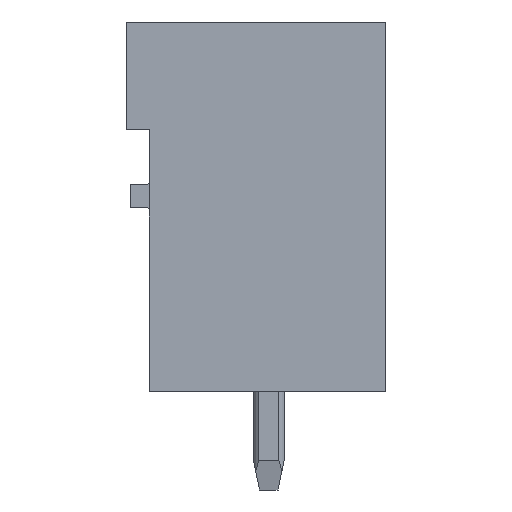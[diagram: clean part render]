
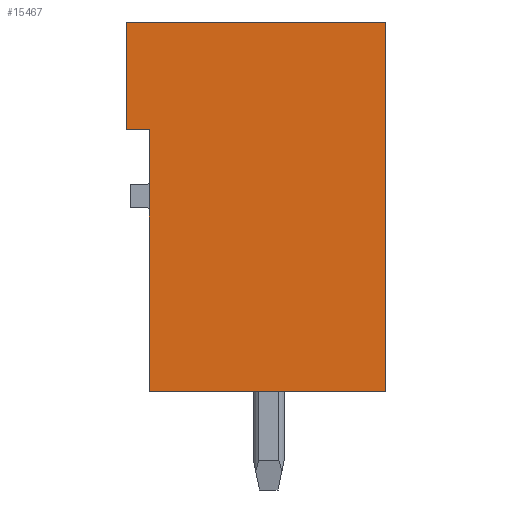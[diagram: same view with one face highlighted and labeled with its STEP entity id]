
A CAD part, left-side view. The second image highlights one B-rep face of the part: STEP entity #15467.
In plain terms, the highlighted planar face has unit normal (-1, 0, 0).
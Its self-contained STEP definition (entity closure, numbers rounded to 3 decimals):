
#15457=AXIS2_PLACEMENT_3D('Plane Axis2P3D',#15454,#15455,#15456) ;
#49=CARTESIAN_POINT('Vertex',(0.,0.,15.2)) ;
#52=CARTESIAN_POINT('Line Origine',(0.,0.,9.2)) ;
#56=CARTESIAN_POINT('Vertex',(0.,0.,3.2)) ;
#151=CARTESIAN_POINT('Vertex',(0.,8.43,15.2)) ;
#154=CARTESIAN_POINT('Line Origine',(0.,4.215,15.2)) ;
#2595=CARTESIAN_POINT('Vertex',(0.,8.43,11.7)) ;
#2598=CARTESIAN_POINT('Line Origine',(0.,8.43,13.45)) ;
#3535=CARTESIAN_POINT('Vertex',(0.,7.68,3.2)) ;
#3538=CARTESIAN_POINT('Line Origine',(0.,7.68,7.45)) ;
#3542=CARTESIAN_POINT('Vertex',(0.,7.68,11.7)) ;
#3991=CARTESIAN_POINT('Line Origine',(0.,3.84,3.2)) ;
#15402=CARTESIAN_POINT('Line Origine',(0.,8.055,11.7)) ;
#15454=CARTESIAN_POINT('Axis2P3D Location',(0.,0.,0.)) ;
#53=DIRECTION('Vector Direction',(0.,0.,-1.)) ;
#155=DIRECTION('Vector Direction',(0.,-1.,0.)) ;
#2599=DIRECTION('Vector Direction',(0.,0.,-1.)) ;
#3539=DIRECTION('Vector Direction',(0.,0.,-1.)) ;
#3992=DIRECTION('Vector Direction',(0.,1.,0.)) ;
#15403=DIRECTION('Vector Direction',(0.,-1.,0.)) ;
#15455=DIRECTION('Axis2P3D Direction',(-1.,0.,0.)) ;
#15456=DIRECTION('Axis2P3D XDirection',(0.,0.,1.)) ;
#54=VECTOR('Line Direction',#53,1.) ;
#156=VECTOR('Line Direction',#155,1.) ;
#2600=VECTOR('Line Direction',#2599,1.) ;
#3540=VECTOR('Line Direction',#3539,1.) ;
#3993=VECTOR('Line Direction',#3992,1.) ;
#15404=VECTOR('Line Direction',#15403,1.) ;
#15460=ORIENTED_EDGE('',*,*,#158,.T.) ;
#15461=ORIENTED_EDGE('',*,*,#2602,.T.) ;
#15462=ORIENTED_EDGE('',*,*,#15406,.T.) ;
#15463=ORIENTED_EDGE('',*,*,#3544,.T.) ;
#15464=ORIENTED_EDGE('',*,*,#3995,.T.) ;
#15465=ORIENTED_EDGE('',*,*,#58,.T.) ;
#15467=ADVANCED_FACE('HOUSING',(#15466),#15458,.T.) ;
#58=EDGE_CURVE('',#57,#50,#55,.F.) ;
#158=EDGE_CURVE('',#50,#152,#157,.F.) ;
#2602=EDGE_CURVE('',#152,#2596,#2601,.T.) ;
#3544=EDGE_CURVE('',#3543,#3536,#3541,.T.) ;
#3995=EDGE_CURVE('',#3536,#57,#3994,.F.) ;
#15406=EDGE_CURVE('',#2596,#3543,#15405,.T.) ;
#15459=EDGE_LOOP('',(#15460,#15461,#15462,#15463,#15464,#15465)) ;
#15466=FACE_OUTER_BOUND('',#15459,.T.) ;
#55=LINE('Line',#52,#54) ;
#157=LINE('Line',#154,#156) ;
#2601=LINE('Line',#2598,#2600) ;
#3541=LINE('Line',#3538,#3540) ;
#3994=LINE('Line',#3991,#3993) ;
#15405=LINE('Line',#15402,#15404) ;
#15458=PLANE('',#15457) ;
#50=VERTEX_POINT('',#49) ;
#57=VERTEX_POINT('',#56) ;
#152=VERTEX_POINT('',#151) ;
#2596=VERTEX_POINT('',#2595) ;
#3536=VERTEX_POINT('',#3535) ;
#3543=VERTEX_POINT('',#3542) ;
